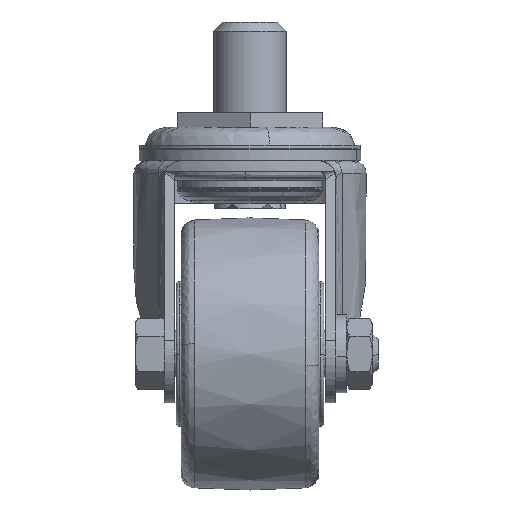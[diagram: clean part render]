
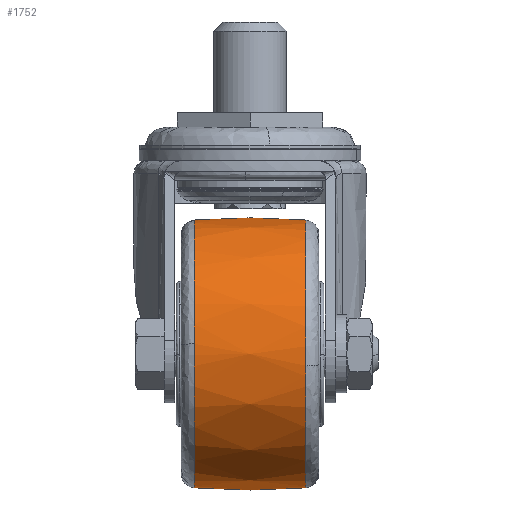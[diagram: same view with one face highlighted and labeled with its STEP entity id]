
A CAD part, left-side view. The second image highlights one B-rep face of the part: STEP entity #1752.
In plain terms, the highlighted free-form (B-spline) face has degree [2, 2] with [3, 7] control points.
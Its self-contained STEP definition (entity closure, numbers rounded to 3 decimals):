
#1462=CARTESIAN_POINT('',(-72.771,-15.306,-65.743));
#1463=VERTEX_POINT('',#1462);
#1464=CARTESIAN_POINT('',(-36.,-15.306,-25.587));
#1465=VERTEX_POINT('',#1464);
#1466=CARTESIAN_POINT('',(-72.771,-15.306,-65.743));
#1467=CARTESIAN_POINT('',(-72.913,-15.306,-64.125));
#1468=CARTESIAN_POINT('',(-72.913,-15.306,-62.5));
#1469=CARTESIAN_POINT('',(-72.913,-15.306,-25.587));
#1470=CARTESIAN_POINT('',(-36.,-15.306,-25.587));
#1478=(BOUNDED_CURVE()B_SPLINE_CURVE(2,(#1466,#1467,#1468,#1469,#1470),.UNSPECIFIED.,.F.,.U.)B_SPLINE_CURVE_WITH_KNOTS((3,2,3),(0.735,0.75,1.0),.UNSPECIFIED.)CURVE()GEOMETRIC_REPRESENTATION_ITEM()RATIONAL_B_SPLINE_CURVE((0.966,0.982,1.0,0.707,1.0))REPRESENTATION_ITEM(''));
#1479=EDGE_CURVE('',#1463,#1465,#1478,.T.);
#1556=CARTESIAN_POINT('',(-36.,-15.306,-99.413));
#1557=VERTEX_POINT('',#1556);
#1558=CARTESIAN_POINT('',(-36.,-15.306,-99.413));
#1559=CARTESIAN_POINT('',(-69.801,-15.306,-99.413));
#1560=CARTESIAN_POINT('',(-72.771,-15.306,-65.743));
#1568=(BOUNDED_CURVE()B_SPLINE_CURVE(2,(#1558,#1559,#1560),.UNSPECIFIED.,.F.,.U.)B_SPLINE_CURVE_WITH_KNOTS((3,3),(0.5,0.735),.UNSPECIFIED.)CURVE()GEOMETRIC_REPRESENTATION_ITEM()RATIONAL_B_SPLINE_CURVE((1.0,0.725,0.966))REPRESENTATION_ITEM(''));
#1569=EDGE_CURVE('',#1557,#1463,#1568,.T.);
#1622=CARTESIAN_POINT('',(-36.,15.306,-25.587));
#1623=VERTEX_POINT('',#1622);
#1624=CARTESIAN_POINT('',(-36.,15.306,-25.587));
#1625=CARTESIAN_POINT('',(-36.,0.,-24.412));
#1626=CARTESIAN_POINT('',(-36.,-15.306,-25.587));
#1634=(BOUNDED_CURVE()B_SPLINE_CURVE(2,(#1624,#1625,#1626),.UNSPECIFIED.,.F.,.U.)B_SPLINE_CURVE_WITH_KNOTS((3,3),(0.44,0.56),.UNSPECIFIED.)CURVE()GEOMETRIC_REPRESENTATION_ITEM()RATIONAL_B_SPLINE_CURVE((0.908,0.905,0.908))REPRESENTATION_ITEM(''));
#1635=EDGE_CURVE('',#1623,#1465,#1634,.T.);
#1639=CARTESIAN_POINT('',(-36.,15.306,-99.413));
#1640=VERTEX_POINT('',#1639);
#1641=CARTESIAN_POINT('',(-36.,15.306,-99.413));
#1642=CARTESIAN_POINT('',(-36.,0.,-100.588));
#1643=CARTESIAN_POINT('',(-36.,-15.306,-99.413));
#1651=(BOUNDED_CURVE()B_SPLINE_CURVE(2,(#1641,#1642,#1643),.UNSPECIFIED.,.F.,.U.)B_SPLINE_CURVE_WITH_KNOTS((3,3),(0.44,0.56),.UNSPECIFIED.)CURVE()GEOMETRIC_REPRESENTATION_ITEM()RATIONAL_B_SPLINE_CURVE((0.908,0.905,0.908))REPRESENTATION_ITEM(''));
#1652=EDGE_CURVE('',#1640,#1557,#1651,.T.);
#1687=CARTESIAN_POINT('',(-34.971,16.83,-99.291));
#1688=CARTESIAN_POINT('',(-34.932,0.,-100.712));
#1689=CARTESIAN_POINT('',(-34.971,-16.83,-99.291));
#1690=CARTESIAN_POINT('',(-35.483,16.83,-99.291));
#1691=CARTESIAN_POINT('',(-35.463,0.,-100.712));
#1692=CARTESIAN_POINT('',(-35.483,-16.83,-99.291));
#1693=CARTESIAN_POINT('',(-72.791,16.83,-99.291));
#1694=CARTESIAN_POINT('',(-74.212,0.,-100.712));
#1695=CARTESIAN_POINT('',(-72.791,-16.83,-99.291));
#1696=CARTESIAN_POINT('',(-72.791,16.83,-62.5));
#1697=CARTESIAN_POINT('',(-74.212,0.,-62.5));
#1698=CARTESIAN_POINT('',(-72.791,-16.83,-62.5));
#1699=CARTESIAN_POINT('',(-72.791,16.83,-25.709));
#1700=CARTESIAN_POINT('',(-74.212,0.,-24.288));
#1701=CARTESIAN_POINT('',(-72.791,-16.83,-25.709));
#1702=CARTESIAN_POINT('',(-35.483,16.83,-25.709));
#1703=CARTESIAN_POINT('',(-35.463,0.,-24.288));
#1704=CARTESIAN_POINT('',(-35.483,-16.83,-25.709));
#1705=CARTESIAN_POINT('',(-34.971,16.83,-25.709));
#1706=CARTESIAN_POINT('',(-34.932,0.,-24.288));
#1707=CARTESIAN_POINT('',(-34.971,-16.83,-25.709));
#1715=(BOUNDED_SURFACE()B_SPLINE_SURFACE(2,2,((#1687,#1690,#1693,#1696,#1699,#1702,#1705),(#1688,#1691,#1694,#1697,#1700,#1703,#1706),(#1689,#1692,#1695,#1698,#1701,#1704,#1707)),.UNSPECIFIED.,.F.,.F.,.U.)B_SPLINE_SURFACE_WITH_KNOTS((3,3),(3,1,2,1,3),(0.0,33.72),(0.0,1.243,63.375,125.507,126.749),.UNSPECIFIED.)GEOMETRIC_REPRESENTATION_ITEM()RATIONAL_B_SPLINE_SURFACE(((0.918,0.913,0.642,0.908,0.642,0.913,0.918),(0.915,0.91,0.64,0.905,0.64,0.91,0.915),(0.918,0.913,0.642,0.908,0.642,0.913,0.918)))REPRESENTATION_ITEM('')SURFACE());
#1716=ORIENTED_EDGE('',*,*,#1635,.F.);
#1717=CARTESIAN_POINT('',(-72.809,15.306,-59.719));
#1718=VERTEX_POINT('',#1717);
#1719=CARTESIAN_POINT('',(-72.809,15.306,-59.719));
#1720=CARTESIAN_POINT('',(-70.23,15.306,-25.587));
#1721=CARTESIAN_POINT('',(-36.,15.306,-25.587));
#1729=(BOUNDED_CURVE()B_SPLINE_CURVE(2,(#1719,#1720,#1721),.UNSPECIFIED.,.F.,.U.)B_SPLINE_CURVE_WITH_KNOTS((3,3),(0.763,1.0),.UNSPECIFIED.)CURVE()GEOMETRIC_REPRESENTATION_ITEM()RATIONAL_B_SPLINE_CURVE((0.971,0.722,1.0))REPRESENTATION_ITEM(''));
#1730=EDGE_CURVE('',#1718,#1623,#1729,.T.);
#1731=ORIENTED_EDGE('',*,*,#1730,.F.);
#1732=CARTESIAN_POINT('',(-36.,15.306,-99.413));
#1733=CARTESIAN_POINT('',(-72.913,15.306,-99.413));
#1734=CARTESIAN_POINT('',(-72.913,15.306,-62.5));
#1735=CARTESIAN_POINT('',(-72.913,15.306,-61.108));
#1736=CARTESIAN_POINT('',(-72.809,15.306,-59.719));
#1744=(BOUNDED_CURVE()B_SPLINE_CURVE(2,(#1732,#1733,#1734,#1735,#1736),.UNSPECIFIED.,.F.,.U.)B_SPLINE_CURVE_WITH_KNOTS((3,2,3),(0.5,0.75,0.763),.UNSPECIFIED.)CURVE()GEOMETRIC_REPRESENTATION_ITEM()RATIONAL_B_SPLINE_CURVE((1.0,0.707,1.0,0.985,0.971))REPRESENTATION_ITEM(''));
#1745=EDGE_CURVE('',#1640,#1718,#1744,.T.);
#1746=ORIENTED_EDGE('',*,*,#1745,.F.);
#1747=ORIENTED_EDGE('',*,*,#1652,.T.);
#1748=ORIENTED_EDGE('',*,*,#1569,.T.);
#1749=ORIENTED_EDGE('',*,*,#1479,.T.);
#1750=EDGE_LOOP('',(#1716,#1731,#1746,#1747,#1748,#1749));
#1751=FACE_OUTER_BOUND('',#1750,.T.);
#1752=ADVANCED_FACE('',(#1751),#1715,.T.);
